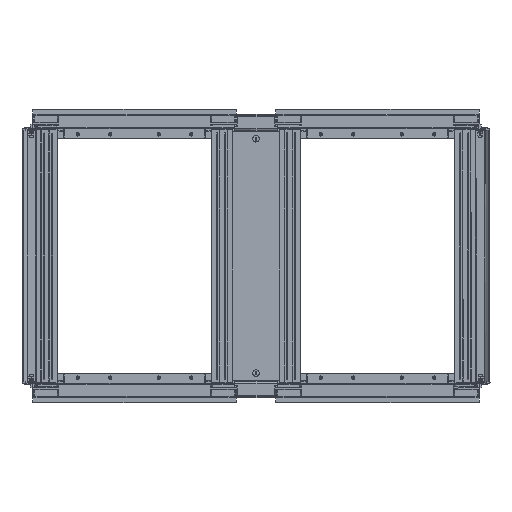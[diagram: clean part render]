
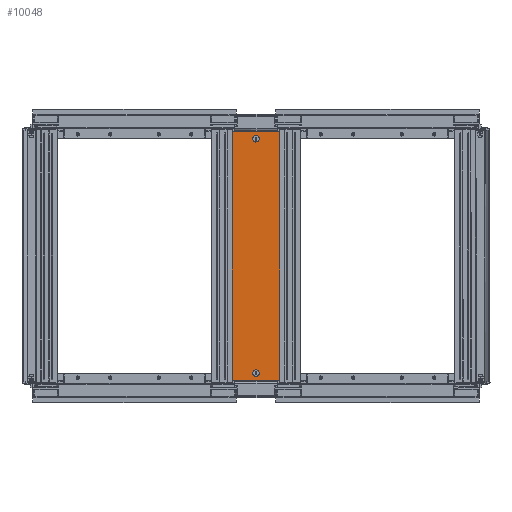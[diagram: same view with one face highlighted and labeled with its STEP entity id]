
A CAD part, left-side view. The second image highlights one B-rep face of the part: STEP entity #10048.
In plain terms, the highlighted face is planar.
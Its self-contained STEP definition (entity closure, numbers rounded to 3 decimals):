
#4521 = LINE ( 'NONE', #39532, #4528 ) ;
#4528 = VECTOR ( 'NONE', #39539, 1000. ) ;
#5153 = DIRECTION ( 'NONE',  ( 0., 0., -1. ) ) ;
#5159 = CARTESIAN_POINT ( 'NONE',  ( -230.5, 44., 21.5 ) ) ;
#5161 = PLANE ( 'NONE',  #18611 ) ;
#5163 = DIRECTION ( 'NONE',  ( -1., 0., 0. ) ) ;
#5744 = AXIS2_PLACEMENT_3D ( 'NONE', #35421, #35422, #35423 ) ;
#5746 = AXIS2_PLACEMENT_3D ( 'NONE', #35431, #35432, #35433 ) ;
#9876 = FACE_OUTER_BOUND ( 'NONE', #27861, .T. ) ;
#9877 = FACE_BOUND ( 'NONE', #27753, .T. ) ;
#9879 = FACE_BOUND ( 'NONE', #27791, .T. ) ;
#10048 = ADVANCED_FACE ( 'NONE', ( #9876, #9879, #9877 ), #5161, .F. ) ;
#11488 = EDGE_CURVE ( 'NONE', #15627, #15566, #4521, .T. ) ;
#13676 = VERTEX_POINT ( 'NONE', #39858 ) ;
#13876 = VERTEX_POINT ( 'NONE', #40006 ) ;
#13893 = VERTEX_POINT ( 'NONE', #40015 ) ;
#14103 = VERTEX_POINT ( 'NONE', #40117 ) ;
#15566 = VERTEX_POINT ( 'NONE', #40207 ) ;
#15627 = VERTEX_POINT ( 'NONE', #40268 ) ;
#15801 = VERTEX_POINT ( 'NONE', #40442 ) ;
#16362 = VERTEX_POINT ( 'NONE', #37614 ) ;
#17941 = EDGE_CURVE ( 'NONE', #13676, #13893, #36414, .T. ) ;
#17945 = EDGE_CURVE ( 'NONE', #13876, #14103, #36420, .T. ) ;
#18611 = AXIS2_PLACEMENT_3D ( 'NONE', #5159, #5153, #5163 ) ;
#20561 = LINE ( 'NONE', #22317, #20564 ) ;
#20564 = VECTOR ( 'NONE', #22318, 1000. ) ;
#20567 = LINE ( 'NONE', #22323, #20570 ) ;
#20569 = LINE ( 'NONE', #22325, #20572 ) ;
#20570 = VECTOR ( 'NONE', #22324, 1000. ) ;
#20571 = CIRCLE ( 'NONE', #32359, 6. ) ;
#20572 = VECTOR ( 'NONE', #22326, 1000. ) ;
#20573 = CIRCLE ( 'NONE', #32360, 6. ) ;
#22317 = CARTESIAN_POINT ( 'NONE',  ( -230.5, -44., 21.5 ) ) ;
#22318 = DIRECTION ( 'NONE',  ( 0., -1., 0. ) ) ;
#22323 = CARTESIAN_POINT ( 'NONE',  ( -230.5, -44., 21.5 ) ) ;
#22324 = DIRECTION ( 'NONE',  ( 1., 0., 0. ) ) ;
#22325 = CARTESIAN_POINT ( 'NONE',  ( -230.5, 44., 21.5 ) ) ;
#22326 = DIRECTION ( 'NONE',  ( -1., 0., 0. ) ) ;
#22329 = CARTESIAN_POINT ( 'NONE',  ( 217.083, 0., 21.5 ) ) ;
#22330 = DIRECTION ( 'NONE',  ( 0., 0., 1. ) ) ;
#22331 = DIRECTION ( 'NONE',  ( 1., 0., 0. ) ) ;
#22334 = CARTESIAN_POINT ( 'NONE',  ( -217.083, 0., 21.5 ) ) ;
#22335 = DIRECTION ( 'NONE',  ( 0., 0., 1. ) ) ;
#22336 = DIRECTION ( 'NONE',  ( 1., 0., 0. ) ) ;
#27753 = EDGE_LOOP ( 'NONE', ( #35118, #35119 ) ) ;
#27791 = EDGE_LOOP ( 'NONE', ( #35116, #35117 ) ) ;
#27861 = EDGE_LOOP ( 'NONE', ( #35112, #35113, #35114, #35115 ) ) ;
#32359 = AXIS2_PLACEMENT_3D ( 'NONE', #22329, #22330, #22331 ) ;
#32360 = AXIS2_PLACEMENT_3D ( 'NONE', #22334, #22335, #22336 ) ;
#33192 = EDGE_CURVE ( 'NONE', #15801, #16362, #20561, .T. ) ;
#33195 = EDGE_CURVE ( 'NONE', #16362, #15627, #20567, .T. ) ;
#33196 = EDGE_CURVE ( 'NONE', #15566, #15801, #20569, .T. ) ;
#33197 = EDGE_CURVE ( 'NONE', #13893, #13676, #20571, .T. ) ;
#33198 = EDGE_CURVE ( 'NONE', #14103, #13876, #20573, .T. ) ;
#35112 = ORIENTED_EDGE ( 'NONE', *, *, #33195, .T. ) ;
#35113 = ORIENTED_EDGE ( 'NONE', *, *, #11488, .T. ) ;
#35114 = ORIENTED_EDGE ( 'NONE', *, *, #33196, .T. ) ;
#35115 = ORIENTED_EDGE ( 'NONE', *, *, #33192, .T. ) ;
#35116 = ORIENTED_EDGE ( 'NONE', *, *, #33197, .F. ) ;
#35117 = ORIENTED_EDGE ( 'NONE', *, *, #17941, .F. ) ;
#35118 = ORIENTED_EDGE ( 'NONE', *, *, #33198, .F. ) ;
#35119 = ORIENTED_EDGE ( 'NONE', *, *, #17945, .F. ) ;
#35421 = CARTESIAN_POINT ( 'NONE',  ( 217.083, 0., 21.5 ) ) ;
#35422 = DIRECTION ( 'NONE',  ( 0., 0., 1. ) ) ;
#35423 = DIRECTION ( 'NONE',  ( 1., 0., 0. ) ) ;
#35431 = CARTESIAN_POINT ( 'NONE',  ( -217.083, 0., 21.5 ) ) ;
#35432 = DIRECTION ( 'NONE',  ( 0., 0., 1. ) ) ;
#35433 = DIRECTION ( 'NONE',  ( 1., 0., 0. ) ) ;
#36414 = CIRCLE ( 'NONE', #5744, 6. ) ;
#36420 = CIRCLE ( 'NONE', #5746, 6. ) ;
#37614 = CARTESIAN_POINT ( 'NONE',  ( -230.5, -44., 21.5 ) ) ;
#39532 = CARTESIAN_POINT ( 'NONE',  ( 230.5, -44., 21.5 ) ) ;
#39539 = DIRECTION ( 'NONE',  ( 0., 1., 0. ) ) ;
#39858 = CARTESIAN_POINT ( 'NONE',  ( 211.083, 0., 21.5 ) ) ;
#40006 = CARTESIAN_POINT ( 'NONE',  ( -223.083, 0., 21.5 ) ) ;
#40015 = CARTESIAN_POINT ( 'NONE',  ( 223.083, 0., 21.5 ) ) ;
#40117 = CARTESIAN_POINT ( 'NONE',  ( -211.083, 0., 21.5 ) ) ;
#40207 = CARTESIAN_POINT ( 'NONE',  ( 230.5, 44., 21.5 ) ) ;
#40268 = CARTESIAN_POINT ( 'NONE',  ( 230.5, -44., 21.5 ) ) ;
#40442 = CARTESIAN_POINT ( 'NONE',  ( -230.5, 44., 21.5 ) ) ;
